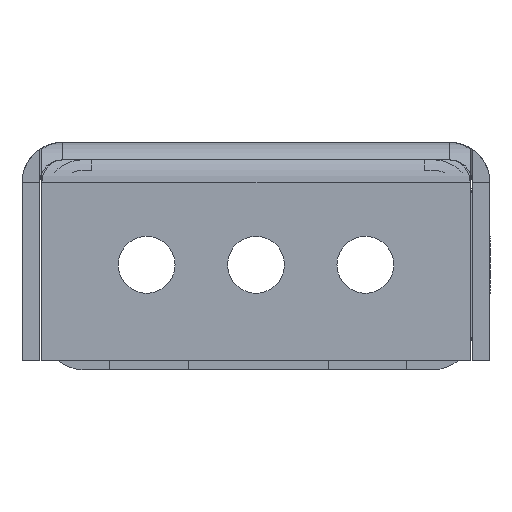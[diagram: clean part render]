
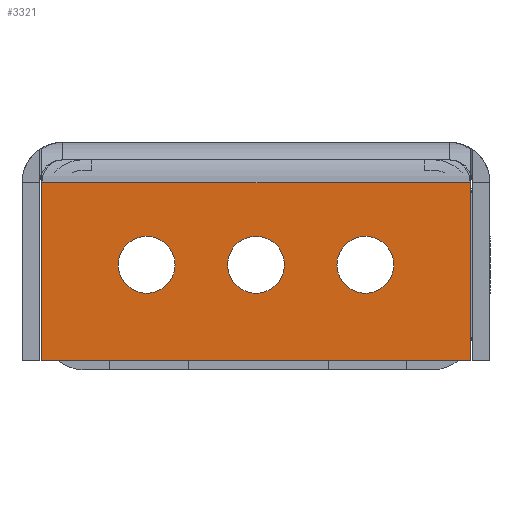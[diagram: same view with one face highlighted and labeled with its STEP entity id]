
A CAD part, left-side view. The second image highlights one B-rep face of the part: STEP entity #3321.
In plain terms, the highlighted face is planar.
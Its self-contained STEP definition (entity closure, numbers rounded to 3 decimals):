
#3321=ADVANCED_FACE('',(#13330,#13331,#13332,#13333),#4452,.F.);
#4452=PLANE('',#35559);
#7775=LINE('',#52473,#11117);
#7779=LINE('',#52482,#11121);
#7785=LINE('',#52504,#11127);
#7786=LINE('',#52512,#11128);
#11117=VECTOR('',#43628,1.);
#11121=VECTOR('',#43634,1.);
#11127=VECTOR('',#43654,1.);
#11128=VECTOR('',#43663,1.);
#13330=FACE_BOUND('',#16628,.T.);
#13331=FACE_BOUND('',#16629,.T.);
#13332=FACE_BOUND('',#16630,.T.);
#13333=FACE_BOUND('',#16631,.T.);
#16628=EDGE_LOOP('',(#24958));
#16629=EDGE_LOOP('',(#24959));
#16630=EDGE_LOOP('',(#24960));
#16631=EDGE_LOOP('',(#24961,#24962,#24963,#24964));
#24958=ORIENTED_EDGE('',*,*,#32298,.T.);
#24959=ORIENTED_EDGE('',*,*,#32299,.T.);
#24960=ORIENTED_EDGE('',*,*,#32300,.T.);
#24961=ORIENTED_EDGE('',*,*,#32297,.F.);
#24962=ORIENTED_EDGE('',*,*,#32301,.T.);
#24963=ORIENTED_EDGE('',*,*,#32286,.F.);
#24964=ORIENTED_EDGE('',*,*,#32282,.F.);
#28106=VERTEX_POINT('',#52474);
#28107=VERTEX_POINT('',#52475);
#28110=VERTEX_POINT('',#52483);
#28118=VERTEX_POINT('',#52503);
#28119=VERTEX_POINT('',#52507);
#28120=VERTEX_POINT('',#52509);
#28121=VERTEX_POINT('',#52511);
#32282=EDGE_CURVE('',#28106,#28107,#7775,.T.);
#32286=EDGE_CURVE('',#28107,#28110,#7779,.T.);
#32297=EDGE_CURVE('',#28118,#28106,#7785,.T.);
#32298=EDGE_CURVE('',#28119,#28119,#33178,.T.);
#32299=EDGE_CURVE('',#28120,#28120,#33179,.T.);
#32300=EDGE_CURVE('',#28121,#28121,#33180,.T.);
#32301=EDGE_CURVE('',#28118,#28110,#7786,.T.);
#33178=CIRCLE('',#35556,3.25);
#33179=CIRCLE('',#35557,3.25);
#33180=CIRCLE('',#35558,3.25);
#35556=AXIS2_PLACEMENT_3D('',#52506,#43657,#43658);
#35557=AXIS2_PLACEMENT_3D('',#52508,#43659,#43660);
#35558=AXIS2_PLACEMENT_3D('',#52510,#43661,#43662);
#35559=AXIS2_PLACEMENT_3D('',#52513,#43664,#43665);
#43628=DIRECTION('',(1.,0.,0.));
#43634=DIRECTION('',(0.,1.,0.));
#43654=DIRECTION('',(0.,-1.,0.));
#43657=DIRECTION('',(0.,0.,1.));
#43658=DIRECTION('',(1.,0.,0.));
#43659=DIRECTION('',(0.,0.,1.));
#43660=DIRECTION('',(1.,0.,0.));
#43661=DIRECTION('',(0.,0.,1.));
#43662=DIRECTION('',(1.,0.,0.));
#43663=DIRECTION('',(1.,0.,0.));
#43664=DIRECTION('',(0.,0.,1.));
#43665=DIRECTION('',(-1.,0.,0.));
#52473=CARTESIAN_POINT('',(-24.75,-12.5,0.));
#52474=CARTESIAN_POINT('',(-24.5,-12.5,0.));
#52475=CARTESIAN_POINT('',(24.5,-12.5,0.));
#52482=CARTESIAN_POINT('',(24.5,-12.5,0.));
#52483=CARTESIAN_POINT('',(24.5,7.9,0.));
#52503=CARTESIAN_POINT('',(-24.5,7.9,0.));
#52504=CARTESIAN_POINT('',(-24.5,12.5,0.));
#52506=CARTESIAN_POINT('',(-12.5,-1.5,0.));
#52507=CARTESIAN_POINT('',(-9.25,-1.5,0.));
#52508=CARTESIAN_POINT('',(0.,-1.5,0.));
#52509=CARTESIAN_POINT('',(3.25,-1.5,0.));
#52510=CARTESIAN_POINT('',(12.5,-1.5,0.));
#52511=CARTESIAN_POINT('',(15.75,-1.5,0.));
#52512=CARTESIAN_POINT('',(-24.75,7.9,0.));
#52513=CARTESIAN_POINT('',(0.,0.,0.));
